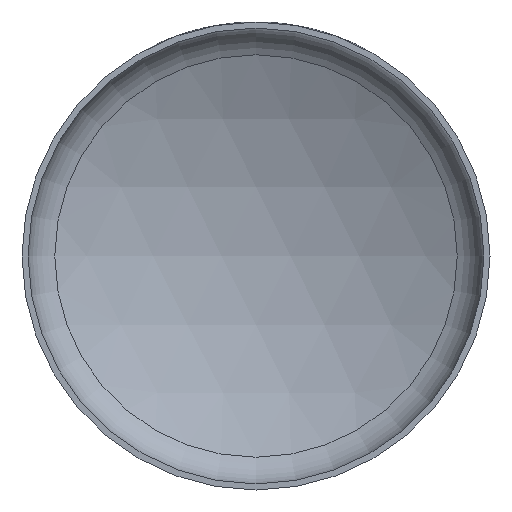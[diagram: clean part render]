
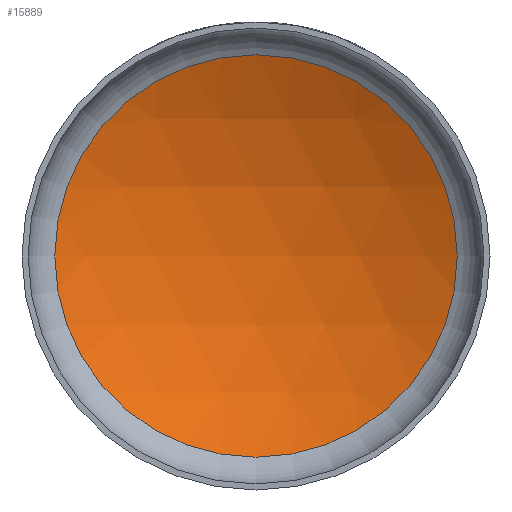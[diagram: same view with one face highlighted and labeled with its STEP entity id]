
A CAD part, front view. The second image highlights one B-rep face of the part: STEP entity #15889.
In plain terms, the highlighted spherical face has radius 154 mm.
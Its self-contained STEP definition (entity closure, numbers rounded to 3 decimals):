
#840 = EDGE_LOOP ( 'NONE', ( #16220 ) ) ;
#1076 = EDGE_CURVE ( 'NONE', #9857, #9857, #7389, .T. ) ;
#2022 = CARTESIAN_POINT ( 'NONE',  ( 0., 24.903, -66.222 ) ) ;
#5665 = SPHERICAL_SURFACE ( 'NONE', #16002, 154. ) ;
#7389 = CIRCLE ( 'NONE', #15195, 66.222 ) ;
#9857 = VERTEX_POINT ( 'NONE', #2022 ) ;
#13586 = DIRECTION ( 'NONE',  ( 1., 0., 0. ) ) ;
#14687 = DIRECTION ( 'NONE',  ( 0., -1., 0. ) ) ;
#15195 = AXIS2_PLACEMENT_3D ( 'NONE', #19365, #14687, #16138 ) ;
#15889 = ADVANCED_FACE ( 'NONE', ( #17808 ), #5665, .F. ) ;
#16002 = AXIS2_PLACEMENT_3D ( 'NONE', #16496, #16699, #13586 ) ;
#16138 = DIRECTION ( 'NONE',  ( 0., 0., -1. ) ) ;
#16220 = ORIENTED_EDGE ( 'NONE', *, *, #1076, .T. ) ;
#16496 = CARTESIAN_POINT ( 'NONE',  ( 0., -114.131, 0. ) ) ;
#16699 = DIRECTION ( 'NONE',  ( 0., 0., 1. ) ) ;
#17808 = FACE_OUTER_BOUND ( 'NONE', #840, .T. ) ;
#19365 = CARTESIAN_POINT ( 'NONE',  ( 0., 24.903, 0. ) ) ;
